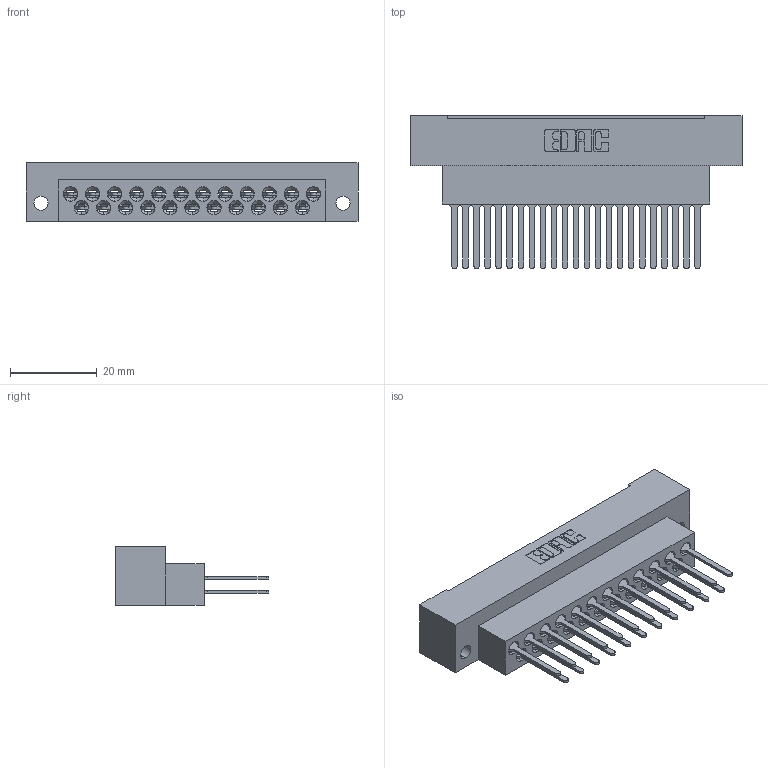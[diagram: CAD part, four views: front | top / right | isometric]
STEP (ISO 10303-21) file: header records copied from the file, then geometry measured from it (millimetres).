
FILE_DESCRIPTION (( 'STEP AP203' ), '1' );
FILE_NAME ('415-023-540-122.STEP', '2020-03-12T19:01:10', ( '' ), ( '' ), 'SwSTEP 2.0', 'SolidWorks 2016', '' );
FILE_SCHEMA (( 'CONFIG_CONTROL_DESIGN' ));
Length unit declared in the file: millimetre
Products named in the file (3): 415-023-540-122; 415-210-001_415-210-023-122; 516-290-001_540
Assembly tree (24 placements, depth 2):
  415-023-540-122
    415-210-001_415-210-023-122
    516-290-001_540  x23
Bounding box: 76.35 x 35.34 x 13.49 mm (x, y, z)
Volume: 12595.7 mm3; surface area: 16161.6 mm2
Topology: 24 solids, 24 shells, 2398 faces, 6976 edges, 4611 vertices
Faces by surface type: plane 1527, cylinder 642, bspline 160, cone 69
Entity records: 29339 total; most frequent: CARTESIAN_POINT 7015, ORIENTED_EDGE 4800, DIRECTION 4055, EDGE_CURVE 2400, LINE 1663, VECTOR 1663, VERTEX_POINT 1575, AXIS2_PLACEMENT_3D 1196
